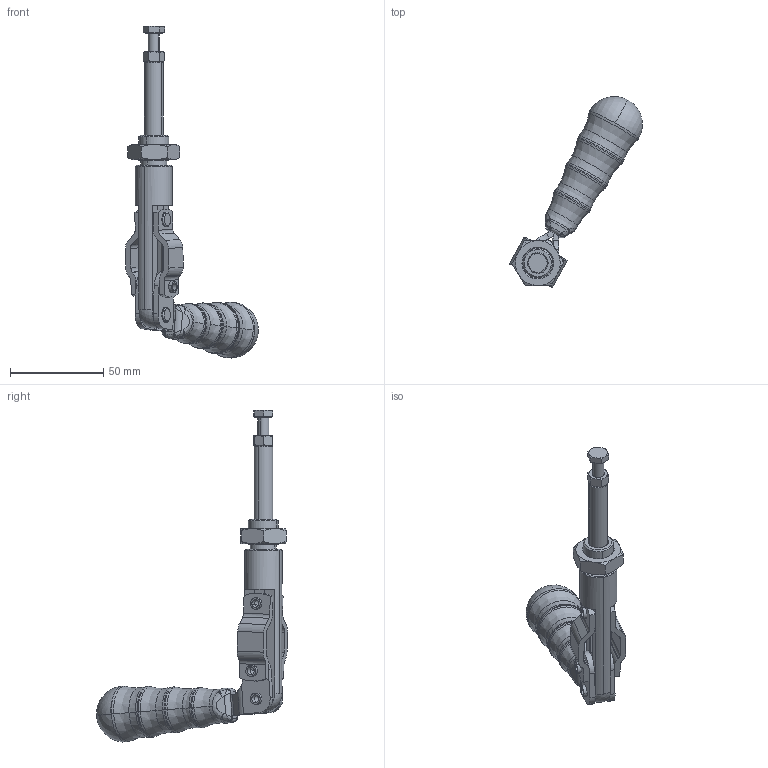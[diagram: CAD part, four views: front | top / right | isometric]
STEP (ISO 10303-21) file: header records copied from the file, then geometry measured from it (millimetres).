
FILE_DESCRIPTION((''),'2;1');
FILE_NAME('380.stp','2005-09-01T11:37:59',('CAD'),(''),'Autodesk Inventor 8','Autodesk Inventor 8','');
FILE_SCHEMA(('AUTOMOTIVE_DESIGN { 1 0 10303 214 1 1 1 1 }'));
Length unit declared in the file: millimetre
Products named in the file (1): Part29
Bounding box: 71.08 x 102.18 x 177.59 mm (x, y, z)
Volume: 65883.1 mm3; surface area: 22888.9 mm2
Topology: 1 solids, 4 shells, 380 faces, 961 edges, 583 vertices
Faces by surface type: plane 106, bspline 96, cylinder 86, cone 72, sphere 12, torus 8
Entity records: 17837 total; most frequent: CARTESIAN_POINT 9081, ORIENTED_EDGE 1878, DIRECTION 1848, EDGE_CURVE 939, AXIS2_PLACEMENT_3D 741, VERTEX_POINT 583, CIRCLE 451, EDGE_LOOP 408
